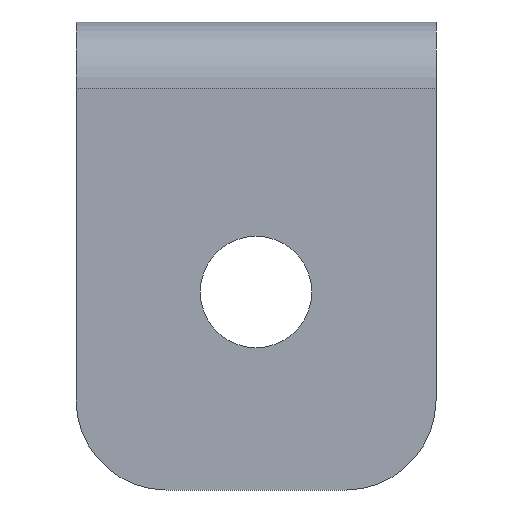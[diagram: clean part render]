
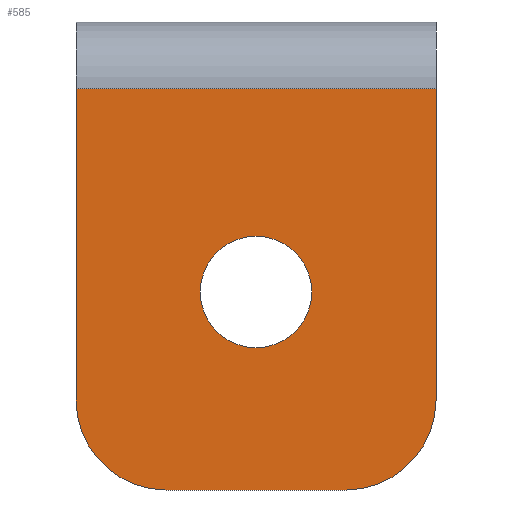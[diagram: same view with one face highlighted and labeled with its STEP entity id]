
A CAD part, front view. The second image highlights one B-rep face of the part: STEP entity #585.
In plain terms, the highlighted planar face has unit normal (0, -1, 0).
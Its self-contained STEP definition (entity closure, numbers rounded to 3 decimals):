
#6 = DIRECTION ( 'NONE',  ( 0., 0., 1. ) ) ;
#18 = CIRCLE ( 'NONE', #146, 3.1 ) ;
#41 = CARTESIAN_POINT ( 'NONE',  ( 0., 0., -21. ) ) ;
#54 = DIRECTION ( 'NONE',  ( 0., 0., 1. ) ) ;
#58 = CARTESIAN_POINT ( 'NONE',  ( 20., 0., 0. ) ) ;
#59 = LINE ( 'NONE', #557, #220 ) ;
#92 = VERTEX_POINT ( 'NONE', #519 ) ;
#93 = FACE_BOUND ( 'NONE', #357, .T. ) ;
#97 = CARTESIAN_POINT ( 'NONE',  ( 10., 0., -15. ) ) ;
#102 = DIRECTION ( 'NONE',  ( 0., 0., -1. ) ) ;
#104 = ORIENTED_EDGE ( 'NONE', *, *, #595, .T. ) ;
#123 = VERTEX_POINT ( 'NONE', #664 ) ;
#124 = CARTESIAN_POINT ( 'NONE',  ( 5., 0., -26. ) ) ;
#132 = EDGE_LOOP ( 'NONE', ( #185, #104, #559, #528, #605, #549 ) ) ;
#135 = DIRECTION ( 'NONE',  ( 0., 1., 0. ) ) ;
#142 = CARTESIAN_POINT ( 'NONE',  ( 20., 0., -3.7 ) ) ;
#144 = DIRECTION ( 'NONE',  ( 0., -1., 0. ) ) ;
#146 = AXIS2_PLACEMENT_3D ( 'NONE', #279, #135, #670 ) ;
#157 = DIRECTION ( 'NONE',  ( 0., 0., 1. ) ) ;
#170 = ORIENTED_EDGE ( 'NONE', *, *, #223, .T. ) ;
#172 = EDGE_CURVE ( 'NONE', #212, #602, #18, .T. ) ;
#181 = DIRECTION ( 'NONE',  ( -1., 0., 0. ) ) ;
#185 = ORIENTED_EDGE ( 'NONE', *, *, #636, .T. ) ;
#200 = VECTOR ( 'NONE', #211, 1000. ) ;
#211 = DIRECTION ( 'NONE',  ( -1., 0., 0. ) ) ;
#212 = VERTEX_POINT ( 'NONE', #221 ) ;
#214 = EDGE_CURVE ( 'NONE', #381, #92, #462, .T. ) ;
#220 = VECTOR ( 'NONE', #615, 1000. ) ;
#221 = CARTESIAN_POINT ( 'NONE',  ( 10., 0., -11.9 ) ) ;
#223 = EDGE_CURVE ( 'NONE', #602, #212, #627, .T. ) ;
#247 = CIRCLE ( 'NONE', #676, 5. ) ;
#262 = CARTESIAN_POINT ( 'NONE',  ( 0., 0., -3.7 ) ) ;
#279 = CARTESIAN_POINT ( 'NONE',  ( 10., 0., -15. ) ) ;
#312 = AXIS2_PLACEMENT_3D ( 'NONE', #97, #354, #503 ) ;
#341 = VERTEX_POINT ( 'NONE', #41 ) ;
#354 = DIRECTION ( 'NONE',  ( 0., 1., 0. ) ) ;
#357 = EDGE_LOOP ( 'NONE', ( #453, #170 ) ) ;
#362 = VERTEX_POINT ( 'NONE', #262 ) ;
#381 = VERTEX_POINT ( 'NONE', #587 ) ;
#411 = DIRECTION ( 'NONE',  ( 0., -1., 0. ) ) ;
#416 = PLANE ( 'NONE',  #517 ) ;
#420 = VECTOR ( 'NONE', #181, 1000. ) ;
#438 = VECTOR ( 'NONE', #102, 1000. ) ;
#444 = CARTESIAN_POINT ( 'NONE',  ( 5., 0., -21. ) ) ;
#452 = VERTEX_POINT ( 'NONE', #124 ) ;
#453 = ORIENTED_EDGE ( 'NONE', *, *, #172, .T. ) ;
#462 = LINE ( 'NONE', #560, #438 ) ;
#467 = CIRCLE ( 'NONE', #608, 5. ) ;
#484 = LINE ( 'NONE', #142, #420 ) ;
#497 = CARTESIAN_POINT ( 'NONE',  ( 10., 0., -18.1 ) ) ;
#503 = DIRECTION ( 'NONE',  ( 0., 0., 1. ) ) ;
#507 = FACE_OUTER_BOUND ( 'NONE', #132, .T. ) ;
#512 = CARTESIAN_POINT ( 'NONE',  ( 20., 0., -26. ) ) ;
#517 = AXIS2_PLACEMENT_3D ( 'NONE', #58, #633, #6 ) ;
#519 = CARTESIAN_POINT ( 'NONE',  ( 20., 0., -21. ) ) ;
#522 = EDGE_CURVE ( 'NONE', #123, #452, #556, .T. ) ;
#528 = ORIENTED_EDGE ( 'NONE', *, *, #542, .T. ) ;
#542 = EDGE_CURVE ( 'NONE', #123, #92, #467, .T. ) ;
#549 = ORIENTED_EDGE ( 'NONE', *, *, #619, .T. ) ;
#556 = LINE ( 'NONE', #512, #200 ) ;
#557 = CARTESIAN_POINT ( 'NONE',  ( 0., 0., 0. ) ) ;
#559 = ORIENTED_EDGE ( 'NONE', *, *, #522, .F. ) ;
#560 = CARTESIAN_POINT ( 'NONE',  ( 20., 0., 0. ) ) ;
#566 = CARTESIAN_POINT ( 'NONE',  ( 15., 0., -21. ) ) ;
#585 = ADVANCED_FACE ( 'NONE', ( #93, #507 ), #416, .F. ) ;
#587 = CARTESIAN_POINT ( 'NONE',  ( 20., 0., -3.7 ) ) ;
#595 = EDGE_CURVE ( 'NONE', #341, #452, #247, .T. ) ;
#602 = VERTEX_POINT ( 'NONE', #497 ) ;
#605 = ORIENTED_EDGE ( 'NONE', *, *, #214, .F. ) ;
#608 = AXIS2_PLACEMENT_3D ( 'NONE', #566, #411, #54 ) ;
#615 = DIRECTION ( 'NONE',  ( 0., 0., -1. ) ) ;
#619 = EDGE_CURVE ( 'NONE', #381, #362, #484, .T. ) ;
#627 = CIRCLE ( 'NONE', #312, 3.1 ) ;
#633 = DIRECTION ( 'NONE',  ( 0., 1., 0. ) ) ;
#636 = EDGE_CURVE ( 'NONE', #362, #341, #59, .T. ) ;
#664 = CARTESIAN_POINT ( 'NONE',  ( 15., 0., -26. ) ) ;
#670 = DIRECTION ( 'NONE',  ( 0., 0., 1. ) ) ;
#676 = AXIS2_PLACEMENT_3D ( 'NONE', #444, #144, #157 ) ;
